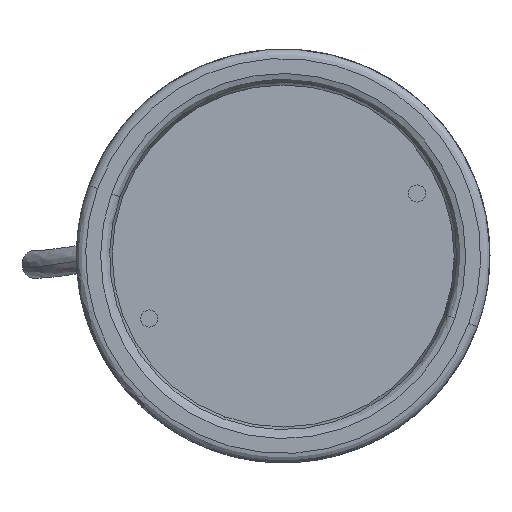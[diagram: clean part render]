
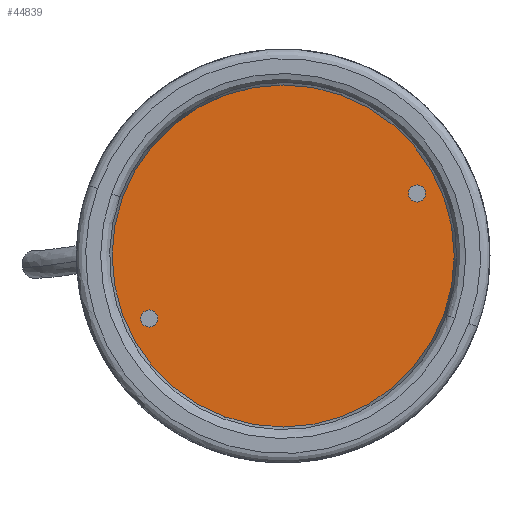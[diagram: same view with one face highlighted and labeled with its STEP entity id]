
A CAD part, front view. The second image highlights one B-rep face of the part: STEP entity #44839.
In plain terms, the highlighted planar face has unit normal (0, -1, 0).
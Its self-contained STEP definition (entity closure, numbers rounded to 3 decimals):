
#1246 = ORIENTED_EDGE ( 'NONE', *, *, #17576, .T. ) ;
#1263 = CARTESIAN_POINT ( 'NONE',  ( 30.838, 5.2, 33.588 ) ) ;
#1489 = ORIENTED_EDGE ( 'NONE', *, *, #29125, .F. ) ;
#1619 = EDGE_CURVE ( 'NONE', #40467, #19141, #2024, .T. ) ;
#2024 = CIRCLE ( 'NONE', #47848, 55. ) ;
#2080 = ORIENTED_EDGE ( 'NONE', *, *, #8436, .F. ) ;
#5819 = DIRECTION ( 'NONE',  ( 0., 0., -1. ) ) ;
#6121 = CARTESIAN_POINT ( 'NONE',  ( 0., 5.2, 0. ) ) ;
#6469 = ORIENTED_EDGE ( 'NONE', *, *, #36440, .F. ) ;
#6624 = EDGE_LOOP ( 'NONE', ( #1246, #49855 ) ) ;
#7437 = EDGE_LOOP ( 'NONE', ( #12830, #1489 ) ) ;
#8436 = EDGE_CURVE ( 'NONE', #52239, #32578, #32955, .T. ) ;
#8895 = AXIS2_PLACEMENT_3D ( 'NONE', #58324, #22159, #26386 ) ;
#9007 = CARTESIAN_POINT ( 'NONE',  ( -36.338, 5.2, -33.588 ) ) ;
#11793 = AXIS2_PLACEMENT_3D ( 'NONE', #52329, #20983, #33680 ) ;
#12830 = ORIENTED_EDGE ( 'NONE', *, *, #13132, .F. ) ;
#13132 = EDGE_CURVE ( 'NONE', #38655, #22691, #45439, .T. ) ;
#13867 = CIRCLE ( 'NONE', #43662, 2.75 ) ;
#15619 = CIRCLE ( 'NONE', #8895, 2.75 ) ;
#17409 = DIRECTION ( 'NONE',  ( 1., 0., 0. ) ) ;
#17576 = EDGE_CURVE ( 'NONE', #19141, #40467, #39003, .T. ) ;
#19141 = VERTEX_POINT ( 'NONE', #55627 ) ;
#20983 = DIRECTION ( 'NONE',  ( 0., -1., 0. ) ) ;
#22159 = DIRECTION ( 'NONE',  ( 0., -1., 0. ) ) ;
#22691 = VERTEX_POINT ( 'NONE', #1263 ) ;
#24538 = DIRECTION ( 'NONE',  ( 0., -1., 0. ) ) ;
#25664 = CARTESIAN_POINT ( 'NONE',  ( -110., 5.2, -110. ) ) ;
#26386 = DIRECTION ( 'NONE',  ( 1., 0., 0. ) ) ;
#29125 = EDGE_CURVE ( 'NONE', #22691, #38655, #13867, .T. ) ;
#29535 = CARTESIAN_POINT ( 'NONE',  ( 36.338, 5.2, 33.588 ) ) ;
#30487 = DIRECTION ( 'NONE',  ( 0., 0., 1. ) ) ;
#32578 = VERTEX_POINT ( 'NONE', #9007 ) ;
#32955 = CIRCLE ( 'NONE', #56042, 2.75 ) ;
#33680 = DIRECTION ( 'NONE',  ( 1., 0., 0. ) ) ;
#34129 = FACE_OUTER_BOUND ( 'NONE', #6624, .T. ) ;
#36371 = DIRECTION ( 'NONE',  ( 0., -1., 0. ) ) ;
#36440 = EDGE_CURVE ( 'NONE', #32578, #52239, #15619, .T. ) ;
#36800 = DIRECTION ( 'NONE',  ( 1., 0., 0. ) ) ;
#38655 = VERTEX_POINT ( 'NONE', #29535 ) ;
#39003 = CIRCLE ( 'NONE', #40971, 55. ) ;
#40297 = CARTESIAN_POINT ( 'NONE',  ( 33.588, 5.2, 33.588 ) ) ;
#40467 = VERTEX_POINT ( 'NONE', #46370 ) ;
#40971 = AXIS2_PLACEMENT_3D ( 'NONE', #42287, #24538, #51326 ) ;
#41012 = CARTESIAN_POINT ( 'NONE',  ( -33.588, 5.2, -33.588 ) ) ;
#42287 = CARTESIAN_POINT ( 'NONE',  ( 0., 5.2, 0. ) ) ;
#43147 = DIRECTION ( 'NONE',  ( 0., -1., 0. ) ) ;
#43662 = AXIS2_PLACEMENT_3D ( 'NONE', #40297, #36371, #17409 ) ;
#43727 = DIRECTION ( 'NONE',  ( 0., 1., 0. ) ) ;
#44839 = ADVANCED_FACE ( 'NONE', ( #58184, #57887, #34129 ), #53368, .F. ) ;
#45439 = CIRCLE ( 'NONE', #11793, 2.75 ) ;
#46370 = CARTESIAN_POINT ( 'NONE',  ( 0., 5.2, 55. ) ) ;
#47848 = AXIS2_PLACEMENT_3D ( 'NONE', #6121, #43147, #5819 ) ;
#49855 = ORIENTED_EDGE ( 'NONE', *, *, #1619, .T. ) ;
#51326 = DIRECTION ( 'NONE',  ( 0., 0., -1. ) ) ;
#52239 = VERTEX_POINT ( 'NONE', #54220 ) ;
#52329 = CARTESIAN_POINT ( 'NONE',  ( 33.588, 5.2, 33.588 ) ) ;
#53368 = PLANE ( 'NONE',  #55683 ) ;
#54220 = CARTESIAN_POINT ( 'NONE',  ( -30.838, 5.2, -33.588 ) ) ;
#55183 = DIRECTION ( 'NONE',  ( 0., -1., 0. ) ) ;
#55627 = CARTESIAN_POINT ( 'NONE',  ( 0., 5.2, -55. ) ) ;
#55683 = AXIS2_PLACEMENT_3D ( 'NONE', #25664, #43727, #30487 ) ;
#56042 = AXIS2_PLACEMENT_3D ( 'NONE', #41012, #55183, #36800 ) ;
#57887 = FACE_BOUND ( 'NONE', #58340, .T. ) ;
#58184 = FACE_BOUND ( 'NONE', #7437, .T. ) ;
#58324 = CARTESIAN_POINT ( 'NONE',  ( -33.588, 5.2, -33.588 ) ) ;
#58340 = EDGE_LOOP ( 'NONE', ( #2080, #6469 ) ) ;
